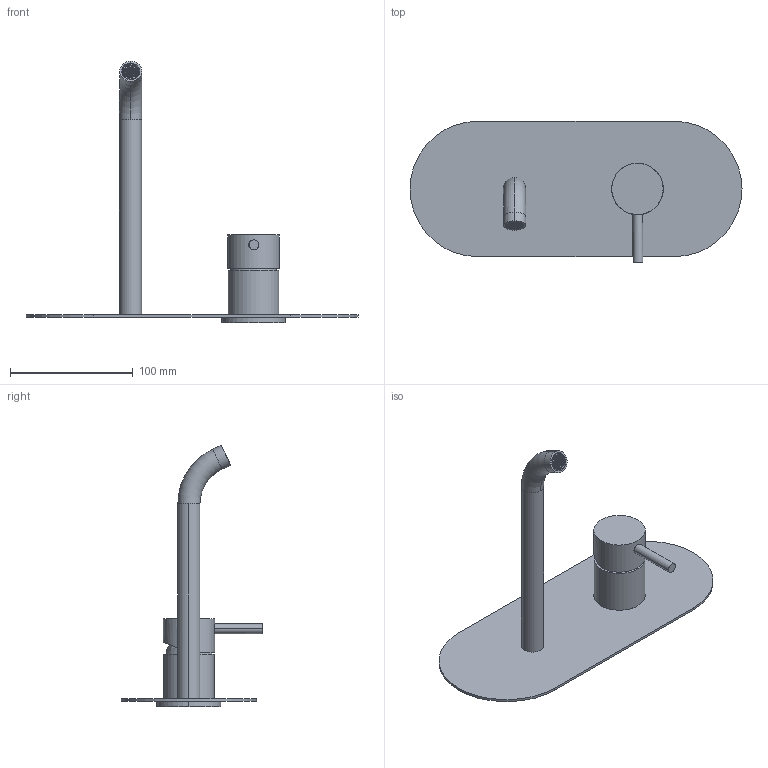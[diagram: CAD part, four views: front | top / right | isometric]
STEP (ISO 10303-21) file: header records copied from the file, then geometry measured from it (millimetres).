
FILE_DESCRIPTION (( 'STEP AP214' ), '1' );
FILE_NAME ('15034.STEP', '2023-10-06T16:05:05', ( '' ), ( '' ), 'SwSTEP 2.0', 'SolidWorks 2018', '' );
FILE_SCHEMA (( 'AUTOMOTIVE_DESIGN' ));
Length unit declared in the file: millimetre
Products named in the file (1): 15034
Bounding box: 270 x 115.02 x 212.66 mm (x, y, z)
Surface area: 93383.5 mm2 (no closed solid volume)
Topology: 0 solids, 6 shells, 187 faces, 784 edges, 611 vertices
Faces by surface type: plane 152, cylinder 31, torus 2, bspline 2
Entity records: 10064 total; most frequent: CARTESIAN_POINT 1681, DIRECTION 1218, ORIENTED_EDGE 1063, EDGE_CURVE 784, VECTOR 710, LINE 710, VERTEX_POINT 611, AXIS2_PLACEMENT_3D 254
